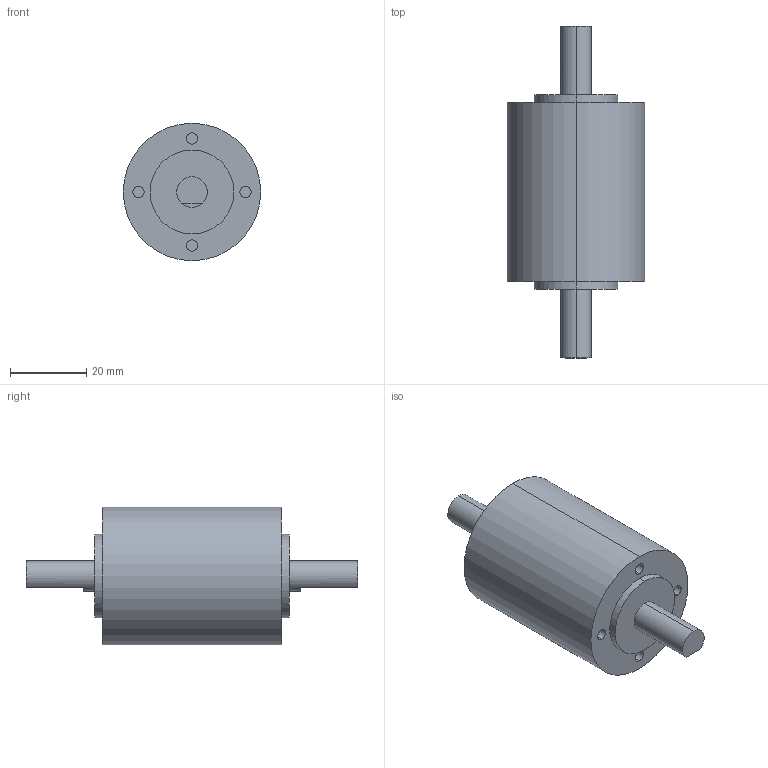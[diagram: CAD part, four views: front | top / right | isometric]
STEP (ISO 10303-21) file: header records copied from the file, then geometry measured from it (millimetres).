
FILE_DESCRIPTION (( 'STEP AP214' ), '1' );
FILE_NAME ('双轴行星减速器36-47.step', '2025-07-05T23:21:10', ( '' ), ( '' ), 'SwSTEP 2.0', 'SolidWorks 2022', '' );
FILE_SCHEMA (( 'AUTOMOTIVE_DESIGN' ));
Length unit declared in the file: millimetre
Products named in the file (1): 双轴行星减速器36-47
Bounding box: 36 x 87 x 36 mm (x, y, z)
Volume: 50722.2 mm3; surface area: 8970.2 mm2
Topology: 1 solids, 1 shells, 44 faces, 90 edges, 60 vertices
Faces by surface type: cylinder 26, plane 18
Entity records: 1224 total; most frequent: DIRECTION 236, CARTESIAN_POINT 195, ORIENTED_EDGE 180, AXIS2_PLACEMENT_3D 101, EDGE_CURVE 90, VERTEX_POINT 60, EDGE_LOOP 56, CIRCLE 56
